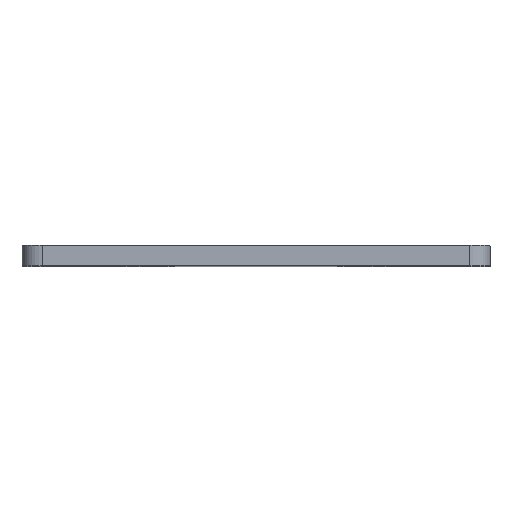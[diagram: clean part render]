
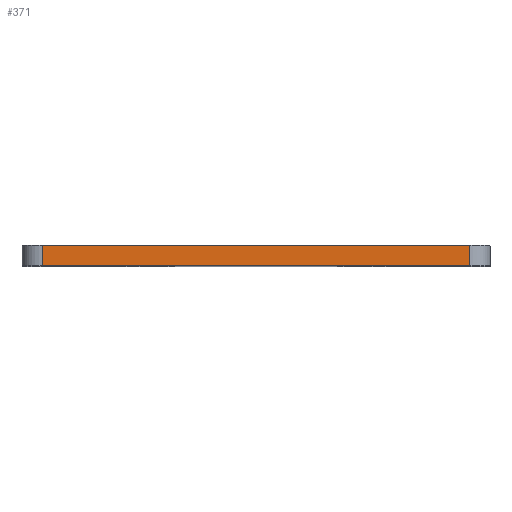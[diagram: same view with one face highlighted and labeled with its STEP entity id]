
A CAD part, top view. The second image highlights one B-rep face of the part: STEP entity #371.
In plain terms, the highlighted planar face has unit normal (0, 0, 1).
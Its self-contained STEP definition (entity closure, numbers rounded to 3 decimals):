
#183 = LINE ( 'NONE', #1285, #544 ) ;
#255 = VERTEX_POINT ( 'NONE', #938 ) ;
#280 = LINE ( 'NONE', #479, #988 ) ;
#316 = VERTEX_POINT ( 'NONE', #607 ) ;
#353 = ORIENTED_EDGE ( 'NONE', *, *, #712, .F. ) ;
#357 = CARTESIAN_POINT ( 'NONE',  ( 46., 24.971, -17. ) ) ;
#371 = ADVANCED_FACE ( 'NONE', ( #913 ), #396, .T. ) ;
#396 = PLANE ( 'NONE',  #1202 ) ;
#407 = CARTESIAN_POINT ( 'NONE',  ( 4.002, 24.971, -17. ) ) ;
#441 = ORIENTED_EDGE ( 'NONE', *, *, #580, .T. ) ;
#479 = CARTESIAN_POINT ( 'NONE',  ( 25., 26.971, -17. ) ) ;
#511 = DIRECTION ( 'NONE',  ( 0., 1., 0. ) ) ;
#544 = VECTOR ( 'NONE', #879, 1000. ) ;
#555 = DIRECTION ( 'NONE',  ( 1., 0., 0. ) ) ;
#580 = EDGE_CURVE ( 'NONE', #640, #601, #1254, .T. ) ;
#601 = VERTEX_POINT ( 'NONE', #357 ) ;
#607 = CARTESIAN_POINT ( 'NONE',  ( 46., 26.971, -17. ) ) ;
#619 = CARTESIAN_POINT ( 'NONE',  ( 25., 24.971, -17. ) ) ;
#626 = VECTOR ( 'NONE', #511, 1000. ) ;
#640 = VERTEX_POINT ( 'NONE', #1266 ) ;
#687 = EDGE_CURVE ( 'NONE', #601, #316, #183, .T. ) ;
#712 = EDGE_CURVE ( 'NONE', #255, #316, #280, .T. ) ;
#879 = DIRECTION ( 'NONE',  ( 0., 1., 0. ) ) ;
#889 = DIRECTION ( 'NONE',  ( 1., 0., 0. ) ) ;
#913 = FACE_OUTER_BOUND ( 'NONE', #1058, .T. ) ;
#925 = ORIENTED_EDGE ( 'NONE', *, *, #1182, .F. ) ;
#938 = CARTESIAN_POINT ( 'NONE',  ( 4.002, 26.971, -17. ) ) ;
#988 = VECTOR ( 'NONE', #889, 1000. ) ;
#1019 = DIRECTION ( 'NONE',  ( 0., 0., 1. ) ) ;
#1028 = DIRECTION ( 'NONE',  ( 1., 0., 0. ) ) ;
#1058 = EDGE_LOOP ( 'NONE', ( #353, #925, #441, #1315 ) ) ;
#1139 = VECTOR ( 'NONE', #555, 1000. ) ;
#1182 = EDGE_CURVE ( 'NONE', #640, #255, #1218, .T. ) ;
#1202 = AXIS2_PLACEMENT_3D ( 'NONE', #619, #1019, #1028 ) ;
#1218 = LINE ( 'NONE', #407, #626 ) ;
#1254 = LINE ( 'NONE', #1274, #1139 ) ;
#1266 = CARTESIAN_POINT ( 'NONE',  ( 4.002, 24.971, -17. ) ) ;
#1274 = CARTESIAN_POINT ( 'NONE',  ( 25., 24.971, -17. ) ) ;
#1285 = CARTESIAN_POINT ( 'NONE',  ( 46., 24.971, -17. ) ) ;
#1315 = ORIENTED_EDGE ( 'NONE', *, *, #687, .T. ) ;
